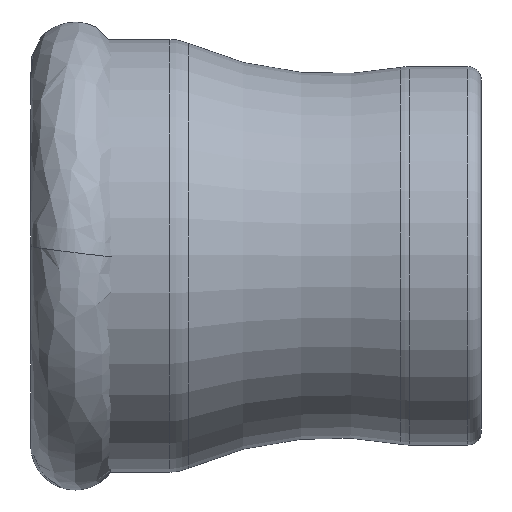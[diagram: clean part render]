
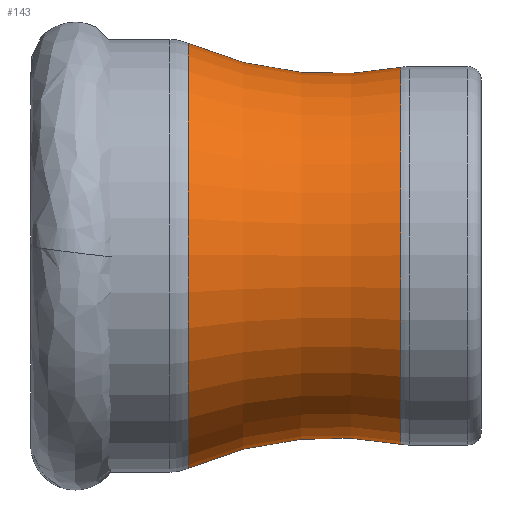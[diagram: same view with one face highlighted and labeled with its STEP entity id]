
A CAD part, top view. The second image highlights one B-rep face of the part: STEP entity #143.
In plain terms, the highlighted toroidal (fillet/blend) face has major radius 60.2 mm and minor radius 40 mm.
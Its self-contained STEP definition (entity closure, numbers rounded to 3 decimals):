
#50=TOROIDAL_SURFACE('',#263,60.2,40.);
#143=ADVANCED_FACE('',(#161,#162),#50,.F.);
#161=FACE_BOUND('',#184,.T.);
#162=FACE_BOUND('',#185,.T.);
#184=EDGE_LOOP('',(#206));
#185=EDGE_LOOP('',(#207));
#206=ORIENTED_EDGE('',*,*,#235,.F.);
#207=ORIENTED_EDGE('',*,*,#234,.T.);
#222=VERTEX_POINT('',#407);
#223=VERTEX_POINT('',#410);
#234=EDGE_CURVE('',#222,#222,#245,.T.);
#235=EDGE_CURVE('',#223,#223,#246,.T.);
#245=CIRCLE('',#260,20.911);
#246=CIRCLE('',#262,23.578);
#260=AXIS2_PLACEMENT_3D('',#406,#290,#291);
#262=AXIS2_PLACEMENT_3D('',#409,#294,#295);
#263=AXIS2_PLACEMENT_3D('',#411,#296,#297);
#290=DIRECTION('',(-1.,0.,0.));
#291=DIRECTION('',(0.,0.,1.));
#294=DIRECTION('',(-1.,0.,0.));
#295=DIRECTION('',(0.,0.,1.));
#296=DIRECTION('',(-1.,0.,0.));
#297=DIRECTION('',(0.,0.,1.));
#406=CARTESIAN_POINT('',(41.061,0.,0.));
#407=CARTESIAN_POINT('',(41.061,0.,20.911));
#409=CARTESIAN_POINT('',(17.465,0.,0.));
#410=CARTESIAN_POINT('',(17.465,0.,23.578));
#411=CARTESIAN_POINT('',(33.553,0.,0.));
